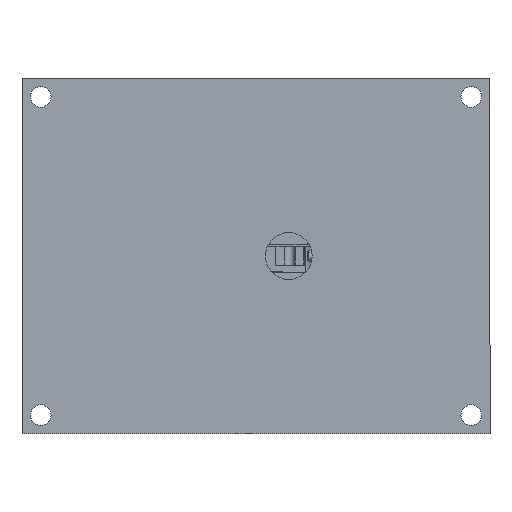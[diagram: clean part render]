
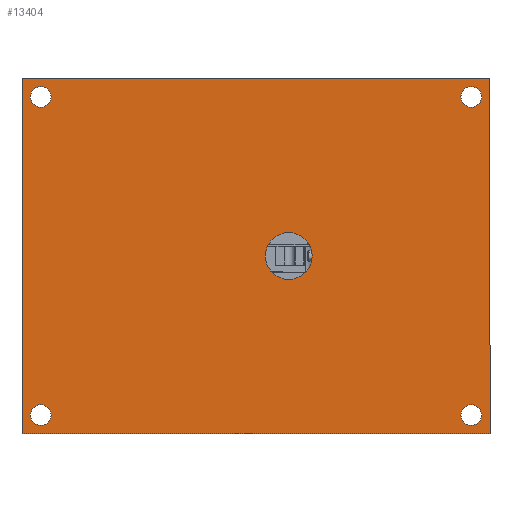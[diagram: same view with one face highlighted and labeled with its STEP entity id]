
A CAD part, front view. The second image highlights one B-rep face of the part: STEP entity #13404.
In plain terms, the highlighted planar face has unit normal (0, -1, 0).
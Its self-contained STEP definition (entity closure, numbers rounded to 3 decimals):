
#214 = CARTESIAN_POINT ( 'NONE',  ( -359.128, -427.36, -190. ) ) ;
#1342 = CARTESIAN_POINT ( 'NONE',  ( -74.128, -427.36, 0. ) ) ;
#1435 = DIRECTION ( 'NONE',  ( 0., -1., 0. ) ) ;
#2146 = CARTESIAN_POINT ( 'NONE',  ( 120.872, -427.36, -181. ) ) ;
#2294 = VERTEX_POINT ( 'NONE', #3537 ) ;
#2528 = VERTEX_POINT ( 'NONE', #28525 ) ;
#2953 = ORIENTED_EDGE ( 'NONE', *, *, #11053, .T. ) ;
#2963 = CARTESIAN_POINT ( 'NONE',  ( 120.872, -427.36, 170. ) ) ;
#3537 = CARTESIAN_POINT ( 'NONE',  ( -339.128, -427.36, -159. ) ) ;
#4207 = ORIENTED_EDGE ( 'NONE', *, *, #18084, .T. ) ;
#4719 = CARTESIAN_POINT ( 'NONE',  ( 120.872, -427.36, -170. ) ) ;
#4908 = VERTEX_POINT ( 'NONE', #214 ) ;
#5203 = VECTOR ( 'NONE', #27816, 1000. ) ;
#6642 = CARTESIAN_POINT ( 'NONE',  ( 120.872, -427.36, -170. ) ) ;
#6696 = CIRCLE ( 'NONE', #8821, 25. ) ;
#6876 = AXIS2_PLACEMENT_3D ( 'NONE', #12165, #1435, #7930 ) ;
#7398 = DIRECTION ( 'NONE',  ( 0., 0., -1. ) ) ;
#7770 = CARTESIAN_POINT ( 'NONE',  ( 140.872, -427.36, 190. ) ) ;
#7930 = DIRECTION ( 'NONE',  ( 0., 0., -1. ) ) ;
#8039 = DIRECTION ( 'NONE',  ( 0., 0., 1. ) ) ;
#8497 = DIRECTION ( 'NONE',  ( 0., 0., 1. ) ) ;
#8681 = DIRECTION ( 'NONE',  ( 0., 1., 0. ) ) ;
#8739 = DIRECTION ( 'NONE',  ( -1., 0., 0. ) ) ;
#8821 = AXIS2_PLACEMENT_3D ( 'NONE', #32800, #8681, #19418 ) ;
#9151 = EDGE_LOOP ( 'NONE', ( #4207, #23925 ) ) ;
#10038 = CARTESIAN_POINT ( 'NONE',  ( -359.128, -427.36, 190. ) ) ;
#10111 = DIRECTION ( 'NONE',  ( 0., 1., 0. ) ) ;
#10260 = EDGE_LOOP ( 'NONE', ( #23303, #12929 ) ) ;
#10283 = AXIS2_PLACEMENT_3D ( 'NONE', #15342, #11972, #28949 ) ;
#10417 = ORIENTED_EDGE ( 'NONE', *, *, #44214, .F. ) ;
#10495 = CIRCLE ( 'NONE', #35463, 25. ) ;
#10528 = ORIENTED_EDGE ( 'NONE', *, *, #32758, .T. ) ;
#10569 = CIRCLE ( 'NONE', #14853, 11. ) ;
#11053 = EDGE_CURVE ( 'NONE', #12024, #2294, #35956, .T. ) ;
#11396 = EDGE_CURVE ( 'NONE', #2294, #12024, #11697, .T. ) ;
#11502 = FACE_BOUND ( 'NONE', #16609, .T. ) ;
#11697 = CIRCLE ( 'NONE', #36703, 11. ) ;
#11972 = DIRECTION ( 'NONE',  ( 0., 1., 0. ) ) ;
#12024 = VERTEX_POINT ( 'NONE', #38119 ) ;
#12165 = CARTESIAN_POINT ( 'NONE',  ( -359.128, -427.36, -190. ) ) ;
#12885 = ORIENTED_EDGE ( 'NONE', *, *, #11396, .T. ) ;
#12929 = ORIENTED_EDGE ( 'NONE', *, *, #25359, .T. ) ;
#12937 = DIRECTION ( 'NONE',  ( 0., 0., 1. ) ) ;
#13021 = VERTEX_POINT ( 'NONE', #2146 ) ;
#13088 = CARTESIAN_POINT ( 'NONE',  ( -339.128, -427.36, 170. ) ) ;
#13404 = ADVANCED_FACE ( 'NONE', ( #15523, #42794, #41915, #11502, #25134, #14643 ), #38560, .T. ) ;
#13475 = ORIENTED_EDGE ( 'NONE', *, *, #21613, .T. ) ;
#13623 = EDGE_LOOP ( 'NONE', ( #22945, #10528 ) ) ;
#13908 = DIRECTION ( 'NONE',  ( 0., 0., 1. ) ) ;
#14483 = VECTOR ( 'NONE', #17755, 1000. ) ;
#14643 = FACE_OUTER_BOUND ( 'NONE', #39735, .T. ) ;
#14760 = CARTESIAN_POINT ( 'NONE',  ( 140.872, -427.36, 190. ) ) ;
#14853 = AXIS2_PLACEMENT_3D ( 'NONE', #22989, #36633, #12937 ) ;
#15000 = DIRECTION ( 'NONE',  ( 0., 1., 0. ) ) ;
#15342 = CARTESIAN_POINT ( 'NONE',  ( -339.128, -427.36, -170. ) ) ;
#15523 = FACE_BOUND ( 'NONE', #13623, .T. ) ;
#15867 = DIRECTION ( 'NONE',  ( 0., 1., 0. ) ) ;
#16042 = DIRECTION ( 'NONE',  ( 0., 1., 0. ) ) ;
#16609 = EDGE_LOOP ( 'NONE', ( #12885, #2953 ) ) ;
#17755 = DIRECTION ( 'NONE',  ( 0., 0., 1. ) ) ;
#18084 = EDGE_CURVE ( 'NONE', #31550, #20150, #37273, .T. ) ;
#18395 = LINE ( 'NONE', #28672, #14483 ) ;
#18543 = LINE ( 'NONE', #14760, #41048 ) ;
#18754 = ORIENTED_EDGE ( 'NONE', *, *, #40687, .F. ) ;
#18970 = EDGE_CURVE ( 'NONE', #4908, #42146, #18395, .T. ) ;
#19171 = VERTEX_POINT ( 'NONE', #19518 ) ;
#19418 = DIRECTION ( 'NONE',  ( 0., 0., 1. ) ) ;
#19518 = CARTESIAN_POINT ( 'NONE',  ( 120.872, -427.36, -159. ) ) ;
#19563 = DIRECTION ( 'NONE',  ( 0., 0., 1. ) ) ;
#19901 = EDGE_CURVE ( 'NONE', #31120, #40559, #6696, .T. ) ;
#20007 = EDGE_CURVE ( 'NONE', #20150, #31550, #10569, .T. ) ;
#20150 = VERTEX_POINT ( 'NONE', #29108 ) ;
#20439 = EDGE_CURVE ( 'NONE', #2528, #4908, #27977, .T. ) ;
#21225 = DIRECTION ( 'NONE',  ( 0., 0., 1. ) ) ;
#21613 = EDGE_CURVE ( 'NONE', #34007, #41754, #37700, .T. ) ;
#22079 = CIRCLE ( 'NONE', #42104, 11. ) ;
#22374 = DIRECTION ( 'NONE',  ( 0., 1., 0. ) ) ;
#22945 = ORIENTED_EDGE ( 'NONE', *, *, #19901, .T. ) ;
#22989 = CARTESIAN_POINT ( 'NONE',  ( 120.872, -427.36, 170. ) ) ;
#23303 = ORIENTED_EDGE ( 'NONE', *, *, #28652, .T. ) ;
#23779 = CARTESIAN_POINT ( 'NONE',  ( -74.128, -427.36, 25. ) ) ;
#23925 = ORIENTED_EDGE ( 'NONE', *, *, #20007, .T. ) ;
#24036 = CARTESIAN_POINT ( 'NONE',  ( -74.128, -427.36, -25. ) ) ;
#24794 = CARTESIAN_POINT ( 'NONE',  ( -339.128, -427.36, -170. ) ) ;
#24854 = EDGE_CURVE ( 'NONE', #41754, #34007, #22079, .T. ) ;
#25134 = FACE_BOUND ( 'NONE', #40274, .T. ) ;
#25359 = EDGE_CURVE ( 'NONE', #13021, #19171, #26418, .T. ) ;
#25893 = CARTESIAN_POINT ( 'NONE',  ( -339.128, -427.36, 170. ) ) ;
#25917 = CARTESIAN_POINT ( 'NONE',  ( -339.128, -427.36, 181. ) ) ;
#26407 = CARTESIAN_POINT ( 'NONE',  ( 120.872, -427.36, 181. ) ) ;
#26418 = CIRCLE ( 'NONE', #34981, 11. ) ;
#26481 = DIRECTION ( 'NONE',  ( 0., 1., 0. ) ) ;
#27816 = DIRECTION ( 'NONE',  ( 1., 0., 0. ) ) ;
#27977 = LINE ( 'NONE', #36467, #31957 ) ;
#28525 = CARTESIAN_POINT ( 'NONE',  ( 140.872, -427.36, -190. ) ) ;
#28652 = EDGE_CURVE ( 'NONE', #19171, #13021, #40104, .T. ) ;
#28672 = CARTESIAN_POINT ( 'NONE',  ( -359.128, -427.36, 190. ) ) ;
#28916 = ORIENTED_EDGE ( 'NONE', *, *, #24854, .T. ) ;
#28949 = DIRECTION ( 'NONE',  ( 0., 0., 1. ) ) ;
#29108 = CARTESIAN_POINT ( 'NONE',  ( 120.872, -427.36, 159. ) ) ;
#31060 = VERTEX_POINT ( 'NONE', #7770 ) ;
#31120 = VERTEX_POINT ( 'NONE', #23779 ) ;
#31550 = VERTEX_POINT ( 'NONE', #26407 ) ;
#31553 = ORIENTED_EDGE ( 'NONE', *, *, #20439, .F. ) ;
#31957 = VECTOR ( 'NONE', #8739, 1000. ) ;
#32205 = AXIS2_PLACEMENT_3D ( 'NONE', #4719, #22374, #32630 ) ;
#32630 = DIRECTION ( 'NONE',  ( 0., 0., 1. ) ) ;
#32758 = EDGE_CURVE ( 'NONE', #40559, #31120, #10495, .T. ) ;
#32800 = CARTESIAN_POINT ( 'NONE',  ( -74.128, -427.36, 0. ) ) ;
#33070 = ORIENTED_EDGE ( 'NONE', *, *, #18970, .F. ) ;
#34007 = VERTEX_POINT ( 'NONE', #25917 ) ;
#34214 = DIRECTION ( 'NONE',  ( 0., 1., 0. ) ) ;
#34981 = AXIS2_PLACEMENT_3D ( 'NONE', #6642, #16042, #37486 ) ;
#35463 = AXIS2_PLACEMENT_3D ( 'NONE', #1342, #15000, #8497 ) ;
#35956 = CIRCLE ( 'NONE', #10283, 11. ) ;
#36467 = CARTESIAN_POINT ( 'NONE',  ( -359.128, -427.36, -190. ) ) ;
#36484 = CARTESIAN_POINT ( 'NONE',  ( -339.128, -427.36, 159. ) ) ;
#36633 = DIRECTION ( 'NONE',  ( 0., 1., 0. ) ) ;
#36703 = AXIS2_PLACEMENT_3D ( 'NONE', #24794, #34214, #21225 ) ;
#37273 = CIRCLE ( 'NONE', #42983, 11. ) ;
#37486 = DIRECTION ( 'NONE',  ( 0., 0., 1. ) ) ;
#37700 = CIRCLE ( 'NONE', #44133, 11. ) ;
#38119 = CARTESIAN_POINT ( 'NONE',  ( -339.128, -427.36, -181. ) ) ;
#38560 = PLANE ( 'NONE',  #6876 ) ;
#38773 = LINE ( 'NONE', #41486, #5203 ) ;
#39735 = EDGE_LOOP ( 'NONE', ( #33070, #31553, #10417, #18754 ) ) ;
#40104 = CIRCLE ( 'NONE', #32205, 11. ) ;
#40274 = EDGE_LOOP ( 'NONE', ( #13475, #28916 ) ) ;
#40559 = VERTEX_POINT ( 'NONE', #24036 ) ;
#40687 = EDGE_CURVE ( 'NONE', #42146, #31060, #38773, .T. ) ;
#41048 = VECTOR ( 'NONE', #7398, 1000. ) ;
#41486 = CARTESIAN_POINT ( 'NONE',  ( -359.128, -427.36, 190. ) ) ;
#41754 = VERTEX_POINT ( 'NONE', #36484 ) ;
#41915 = FACE_BOUND ( 'NONE', #10260, .T. ) ;
#42104 = AXIS2_PLACEMENT_3D ( 'NONE', #13088, #26481, #19563 ) ;
#42146 = VERTEX_POINT ( 'NONE', #10038 ) ;
#42794 = FACE_BOUND ( 'NONE', #9151, .T. ) ;
#42983 = AXIS2_PLACEMENT_3D ( 'NONE', #2963, #10111, #13908 ) ;
#44133 = AXIS2_PLACEMENT_3D ( 'NONE', #25893, #15867, #8039 ) ;
#44214 = EDGE_CURVE ( 'NONE', #31060, #2528, #18543, .T. ) ;
